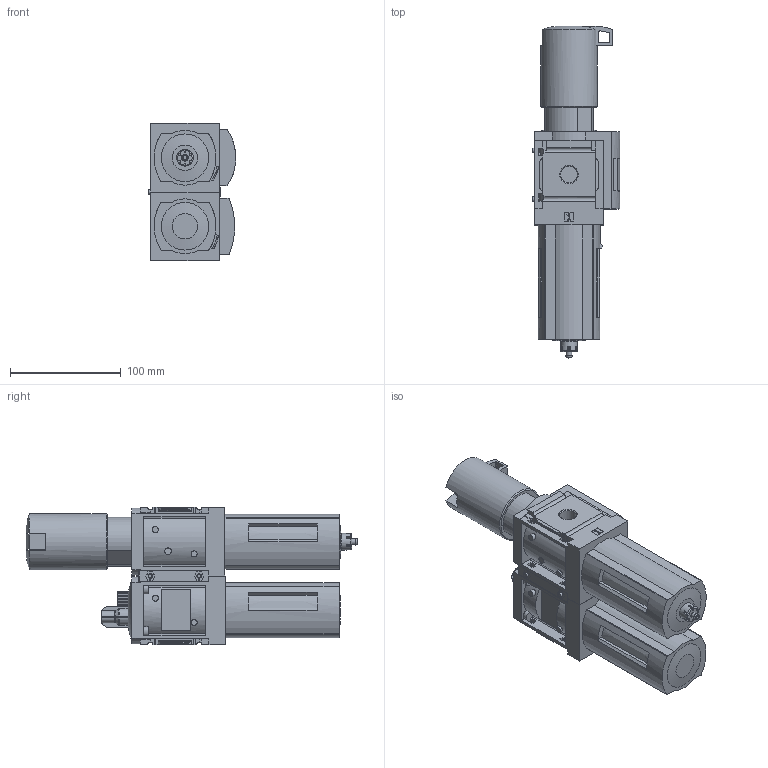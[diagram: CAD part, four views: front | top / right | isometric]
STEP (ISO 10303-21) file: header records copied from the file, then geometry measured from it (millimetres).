
FILE_DESCRIPTION(/* description */ ('STEP AP214'),/* implementation_level */ '2;1');
FILE_NAME(/* name */ '530292_MSB6-3_8-FRC5_J1M1',/* time_stamp */ '2024-09-11T18:39:07+02:00',/* author */ ('License CC BY-ND 4.0'),/* organization */ ('CADENAS'),/* preprocessor_version */ 'ST-DEVELOPER v19.3',/* originating_system */ 'PARTsolutions',/* authorisation */ ' ');
FILE_SCHEMA (('AUTOMOTIVE_DESIGN {1 0 10303 214 3 1 1}'));
Length unit declared in the file: millimetre
Products named in the file (6): 530292 MSB6-3/8-FRC5:J1M1; 526490 MS6-LFR-3/8-D7-ERM-AS1D; KOND MS6-1-1; 527674 MS6-LOE-3/8-R1D; 5206604 MS6-MV-B---(0_p); 8134994 MS6-MV-B---(0_p)
Assembly tree (5 placements, depth 2):
  530292 MSB6-3/8-FRC5:J1M1
    526490 MS6-LFR-3/8-D7-ERM-AS1D
    KOND MS6-1-1
    527674 MS6-LOE-3/8-R1D
    5206604 MS6-MV-B---(0_p)
    8134994 MS6-MV-B---(0_p)
Bounding box: 79.3 x 300.3 x 124 mm (x, y, z)
Volume: 1331703.2 mm3; surface area: 141840.6 mm2
Topology: 5 solids, 5 shells, 739 faces, 2033 edges, 1343 vertices
Faces by surface type: plane 475, cylinder 198, cone 36, torus 28, sphere 2
Full cylindrical faces by diameter (mm): 3.242 x2, 3.4 x2, 3.8 x1, 4 x2, 4.5 x2, 4.6 x2, 5 x1, 5.5 x4, 7.6 x2, 7.8 x2, 10 x1, 14.95 x4, 15 x1, 51 x1
Entity records: 28367 total; most frequent: CARTESIAN_POINT 4584, ORIENTED_EDGE 3936, DIRECTION 3807, EDGE_CURVE 1968, VERTEX_POINT 1331, LINE 1325, VECTOR 1325, AXIS2_PLACEMENT_3D 1241
